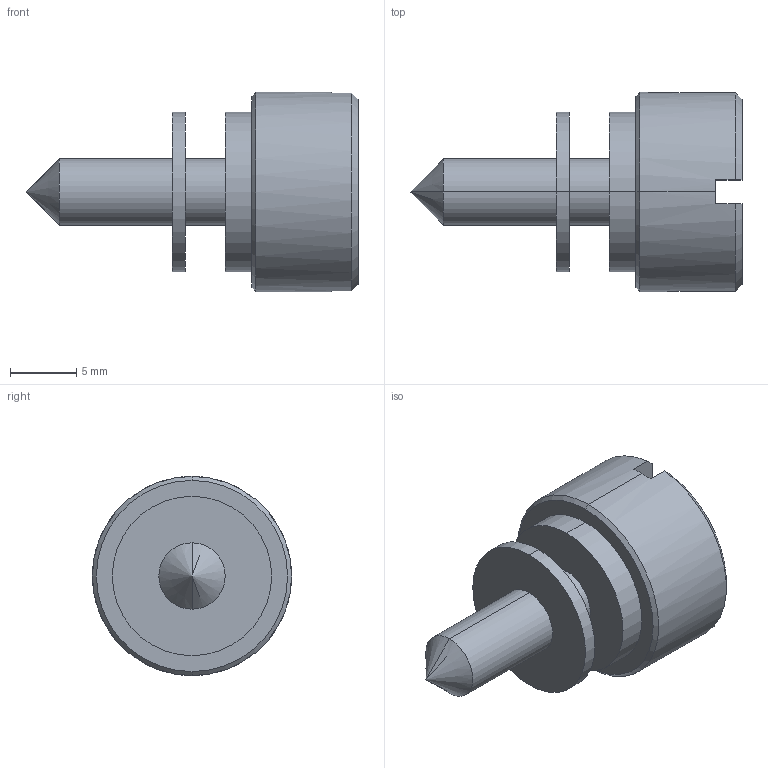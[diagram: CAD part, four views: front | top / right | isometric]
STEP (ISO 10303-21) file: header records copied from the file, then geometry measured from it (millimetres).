
FILE_DESCRIPTION (( 'STEP AP203' ), '1' );
FILE_NAME ('sone3D.STEP', '2013-07-10T08:29:05', ( '' ), ( '' ), 'SwSTEP 2.0', 'SolidWorks 2012', '' );
FILE_SCHEMA (( 'CONFIG_CONTROL_DESIGN' ));
Length unit declared in the file: millimetre
Products named in the file (3): A-1176-S本体__A-1176-S-3本体; A-1176-S僫僀儘儞儚僢僔儍乕__A-1176-S-3乣4NW; sone3D
Assembly tree (2 placements, depth 2):
  sone3D
    A-1176-S本体__A-1176-S-3本体
    A-1176-S僫僀儘儞儚僢僔儍乕__A-1176-S-3乣4NW
Bounding box: 25 x 15 x 15 mm (x, y, z)
Volume: 1933.9 mm3; surface area: 1281 mm2
Topology: 2 solids, 2 shells, 25 faces, 56 edges, 35 vertices
Faces by surface type: cylinder 10, plane 9, cone 6
Entity records: 1005 total; most frequent: DIRECTION 138, CARTESIAN_POINT 131, ORIENTED_EDGE 108, AXIS2_PLACEMENT_3D 58, EDGE_CURVE 54, VERTEX_POINT 35, EDGE_LOOP 29, CIRCLE 28
